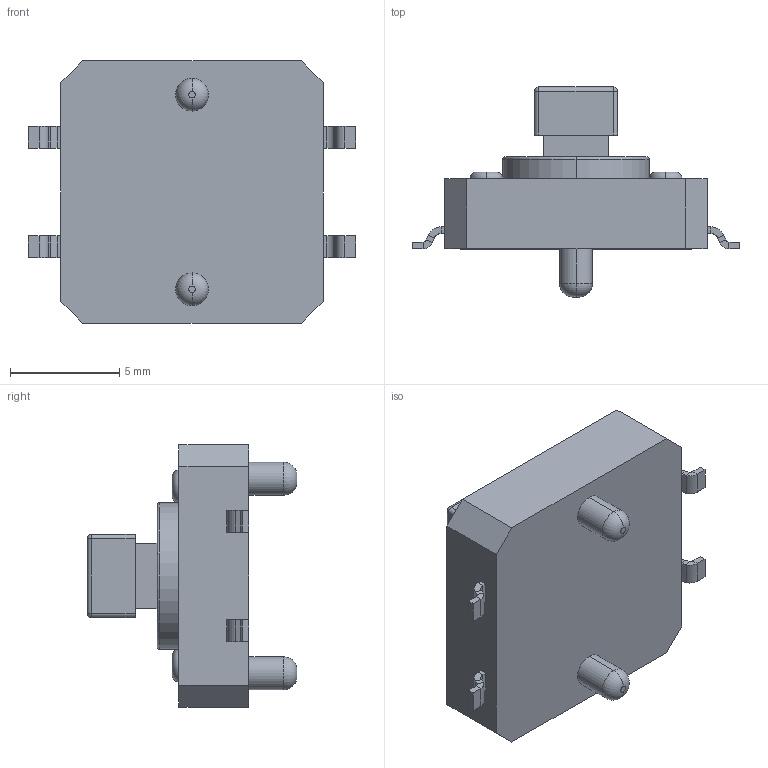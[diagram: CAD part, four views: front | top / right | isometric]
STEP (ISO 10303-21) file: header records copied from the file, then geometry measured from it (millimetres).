
FILE_DESCRIPTION (( 'STEP AP214' ), '1' );
FILE_NAME ('SW_PUSH_SMD-12mm.STEP', '2023-03-12T15:24:46', ( 'Yurii' ), ( '' ), 'SwSTEP 2.0', 'SolidWorks 2019', '' );
FILE_SCHEMA (( 'AUTOMOTIVE_DESIGN' ));
Length unit declared in the file: millimetre
Products named in the file (1): SW_PUSH_SMD-12mm
Bounding box: 15 x 9.6 x 12 mm (x, y, z)
Volume: 534.4 mm3; surface area: 682.3 mm2
Topology: 10 solids, 10 shells, 173 faces, 360 edges, 210 vertices
Faces by surface type: plane 115, cylinder 40, torus 14, sphere 4
Entity records: 5938 total; most frequent: DIRECTION 820, CARTESIAN_POINT 740, ORIENTED_EDGE 712, EDGE_CURVE 356, AXIS2_PLACEMENT_3D 290, VECTOR 240, LINE 240, VERTEX_POINT 210
